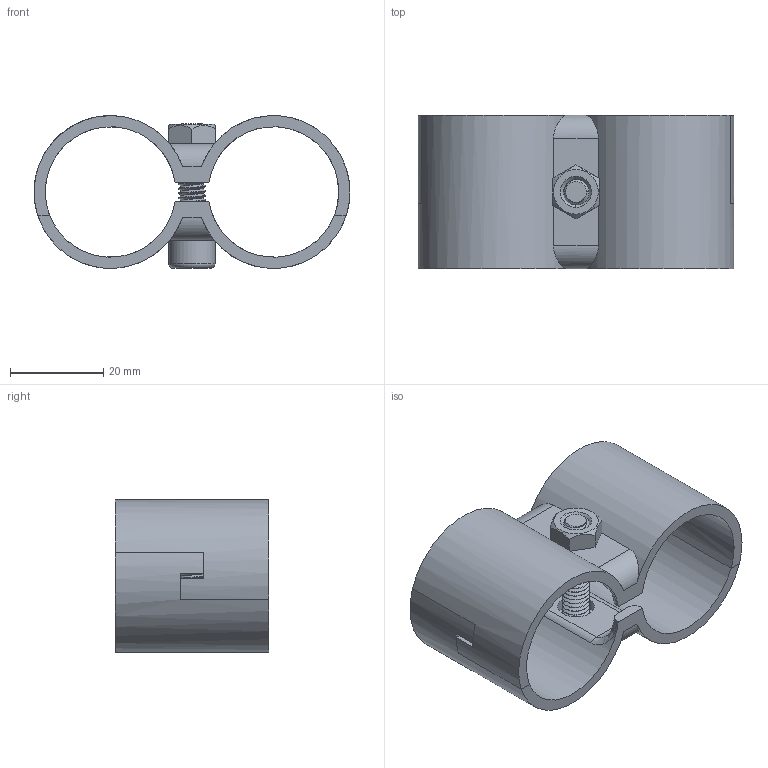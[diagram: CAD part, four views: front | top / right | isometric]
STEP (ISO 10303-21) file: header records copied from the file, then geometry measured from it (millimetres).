
FILE_DESCRIPTION (( 'STEP AP214' ), '1' );
FILE_NAME ('Ñáîðêà8.STEP', '2023-11-09T08:18:44', ( '' ), ( '' ), 'SwSTEP 2.0', 'SolidWorks 2022', '' );
FILE_SCHEMA (( 'AUTOMOTIVE_DESIGN' ));
Length unit declared in the file: millimetre
Products named in the file (5): D-15.stp_00; F-180-1.stp_00; F-170.stp_00; Сборка8; B305 Соединитель трубный, Ф28, 11B.stp_00
Assembly tree (5 placements, depth 3):
  Сборка8
    B305 Соединитель трубный, Ф28, 11B.stp_00
      D-15.stp_00  x2
      F-180-1.stp_00
      F-170.stp_00
Bounding box: 67.79 x 33 x 32.8 mm (x, y, z)
Volume: 15088.2 mm3; surface area: 14638.9 mm2
Topology: 4 solids, 4 shells, 185 faces, 486 edges, 312 vertices
Faces by surface type: cylinder 88, plane 56, bspline 22, torus 10, cone 9
Entity records: 10854 total; most frequent: CARTESIAN_POINT 7440, ORIENTED_EDGE 760, DIRECTION 545, EDGE_CURVE 380, VERTEX_POINT 244, AXIS2_PLACEMENT_3D 198, B_SPLINE_CURVE_WITH_KNOTS 169, EDGE_LOOP 152
